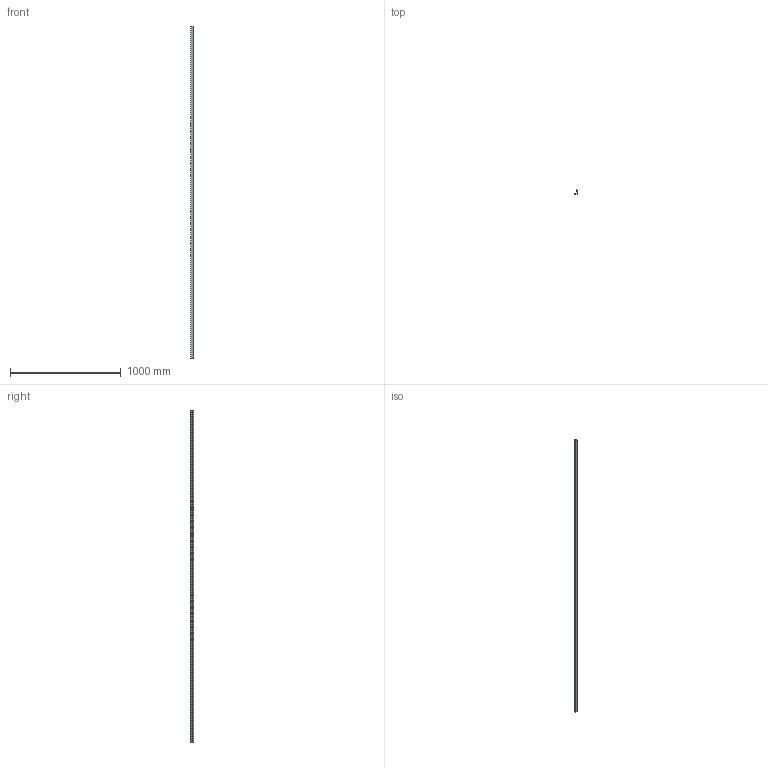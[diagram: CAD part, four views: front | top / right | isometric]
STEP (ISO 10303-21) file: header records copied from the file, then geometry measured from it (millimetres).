
FILE_DESCRIPTION((''),'2;1');
FILE_NAME('_OHNE_TITEL','2012-08-28T',('AndreasKeweloh'),(''),'PRO/ENGINEER BY PARAMETRIC TECHNOLOGY CORPORATION, 2012130','PRO/ENGINEER BY PARAMETRIC TECHNOLOGY CORPORATION, 2012130','');
FILE_SCHEMA(('CONFIG_CONTROL_DESIGN'));
Length unit declared in the file: millimetre
Products named in the file (1): _OHNE_TITEL
Bounding box: 26 x 31 x 3000 mm (x, y, z)
Surface area: 437634.9 mm2 (no closed solid volume)
Topology: 0 solids, 1 shells, 18 faces, 48 edges, 32 vertices
Faces by surface type: plane 11, extrusion 4, cylinder 3
Entity records: 647 total; most frequent: CARTESIAN_POINT 169, ORIENTED_EDGE 96, DIRECTION 76, EDGE_CURVE 48, VECTOR 36, LINE 32, VERTEX_POINT 32, AXIS2_PLACEMENT_3D 20
